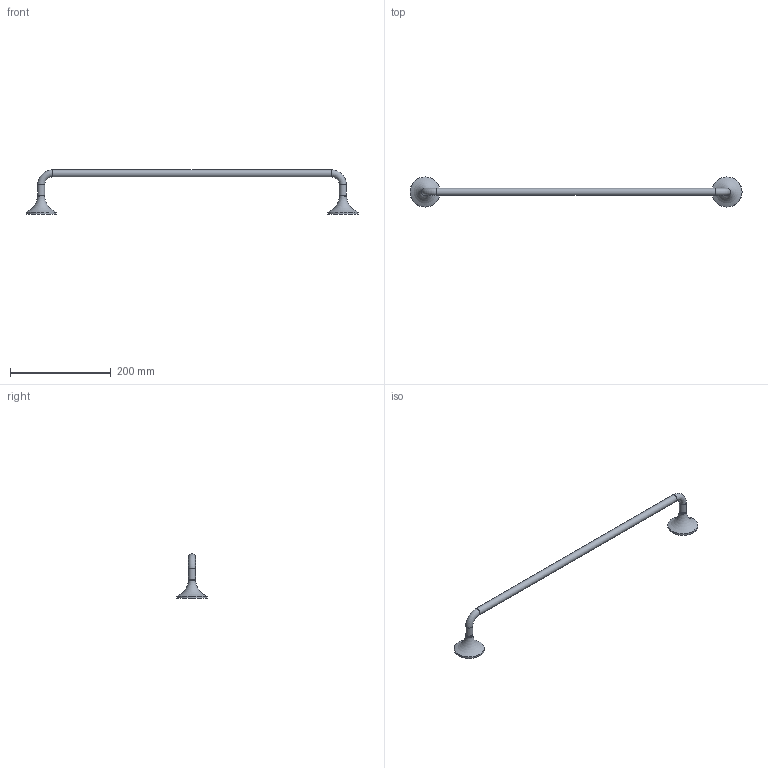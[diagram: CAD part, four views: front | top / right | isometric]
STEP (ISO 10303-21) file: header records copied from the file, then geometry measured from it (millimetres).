
FILE_DESCRIPTION (( 'STEP AP203' ), '1' );
FILE_NAME ('83060809-00.STEP', '2019-07-16T04:38:24', ( '' ), ( '' ), 'SwSTEP 2.0', 'SolidWorks 2017', '' );
FILE_SCHEMA (( 'CONFIG_CONTROL_DESIGN' ));
Length unit declared in the file: millimetre
Products named in the file (3): 83060809-00; Planungsmodell_Rosette-+-08.27.80.500.90-01_K1_D60x37_D14; Planungsmodell_Rohr-+-08.28.25.561.90-01_K2_D14x600
Assembly tree (3 placements, depth 2):
  83060809-00
    Planungsmodell_Rohr-+-08.28.25.561.90-01_K2_D14x600
    Planungsmodell_Rosette-+-08.27.80.500.90-01_K1_D60x37_D14  x2
Bounding box: 660 x 60 x 88 mm (x, y, z)
Volume: 170476 mm3; surface area: 45405 mm2
Topology: 3 solids, 3 shells, 23 faces, 40 edges, 25 vertices
Faces by surface type: plane 8, torus 8, cylinder 7
Full cylindrical faces by diameter (mm): 13.1 x2, 14 x3, 60 x2
Entity records: 661 total; most frequent: DIRECTION 76, CARTESIAN_POINT 53, AXIS2_PLACEMENT_3D 38, EDGE_LOOP 30, ORIENTED_EDGE 30, FACE_OUTER_BOUND 28, PERSON_AND_ORGANIZATION 27, DATE_AND_TIME 21
